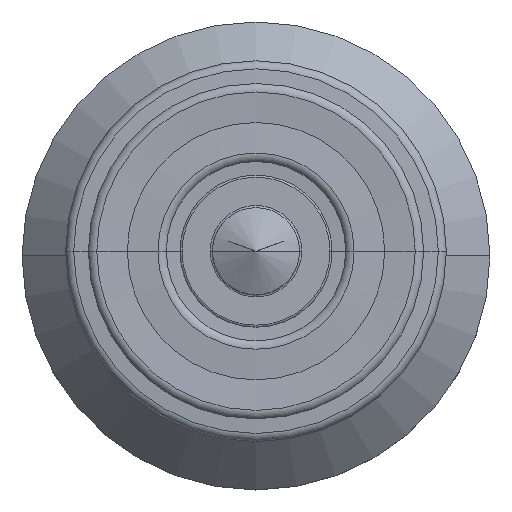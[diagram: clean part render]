
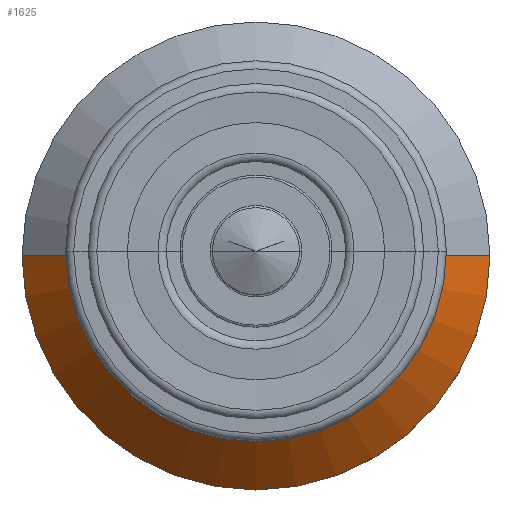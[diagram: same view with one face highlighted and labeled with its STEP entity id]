
A CAD part, top view. The second image highlights one B-rep face of the part: STEP entity #1625.
In plain terms, the highlighted conical face has half-angle 45 degrees and reference radius 16.75 mm.
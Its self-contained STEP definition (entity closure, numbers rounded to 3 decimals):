
#13 = DIRECTION ( 'NONE',  ( 0.707, 0., -0.707 ) ) ;
#28 = DIRECTION ( 'NONE',  ( 1., 0., 0. ) ) ;
#71 = CIRCLE ( 'NONE', #1442, 16.75 ) ;
#114 = DIRECTION ( 'NONE',  ( 0., 0., 1. ) ) ;
#122 = CARTESIAN_POINT ( 'NONE',  ( 0., 0., 8. ) ) ;
#129 = CARTESIAN_POINT ( 'NONE',  ( -16.75, 0., 12.75 ) ) ;
#165 = FACE_OUTER_BOUND ( 'NONE', #1120, .T. ) ;
#198 = VERTEX_POINT ( 'NONE', #1010 ) ;
#244 = CARTESIAN_POINT ( 'NONE',  ( -16.75, 0., 12.75 ) ) ;
#267 = EDGE_CURVE ( 'NONE', #198, #1577, #510, .T. ) ;
#278 = CIRCLE ( 'NONE', #1824, 21.5 ) ;
#286 = CARTESIAN_POINT ( 'NONE',  ( 16.75, 0., 12.75 ) ) ;
#296 = ORIENTED_EDGE ( 'NONE', *, *, #1463, .T. ) ;
#402 = DIRECTION ( 'NONE',  ( 1., 0., 0. ) ) ;
#455 = VECTOR ( 'NONE', #13, 1000. ) ;
#510 = LINE ( 'NONE', #286, #455 ) ;
#526 = AXIS2_PLACEMENT_3D ( 'NONE', #1434, #1305, #1923 ) ;
#536 = ORIENTED_EDGE ( 'NONE', *, *, #1076, .F. ) ;
#581 = ORIENTED_EDGE ( 'NONE', *, *, #736, .T. ) ;
#609 = VERTEX_POINT ( 'NONE', #1930 ) ;
#736 = EDGE_CURVE ( 'NONE', #1954, #609, #2052, .T. ) ;
#797 = VECTOR ( 'NONE', #1993, 1000. ) ;
#930 = CONICAL_SURFACE ( 'NONE', #526, 16.75, 0.785 ) ;
#1010 = CARTESIAN_POINT ( 'NONE',  ( 16.75, 0., 12.75 ) ) ;
#1076 = EDGE_CURVE ( 'NONE', #1954, #198, #71, .T. ) ;
#1120 = EDGE_LOOP ( 'NONE', ( #1853, #536, #581, #296 ) ) ;
#1305 = DIRECTION ( 'NONE',  ( 0., 0., -1. ) ) ;
#1434 = CARTESIAN_POINT ( 'NONE',  ( 0., 0., 12.75 ) ) ;
#1442 = AXIS2_PLACEMENT_3D ( 'NONE', #1522, #1666, #402 ) ;
#1463 = EDGE_CURVE ( 'NONE', #609, #1577, #278, .T. ) ;
#1522 = CARTESIAN_POINT ( 'NONE',  ( 0., 0., 12.75 ) ) ;
#1577 = VERTEX_POINT ( 'NONE', #2060 ) ;
#1625 = ADVANCED_FACE ( 'NONE', ( #165 ), #930, .T. ) ;
#1666 = DIRECTION ( 'NONE',  ( 0., 0., 1. ) ) ;
#1824 = AXIS2_PLACEMENT_3D ( 'NONE', #122, #114, #28 ) ;
#1853 = ORIENTED_EDGE ( 'NONE', *, *, #267, .F. ) ;
#1923 = DIRECTION ( 'NONE',  ( -1., 0., 0. ) ) ;
#1930 = CARTESIAN_POINT ( 'NONE',  ( -21.5, 0., 8. ) ) ;
#1954 = VERTEX_POINT ( 'NONE', #129 ) ;
#1993 = DIRECTION ( 'NONE',  ( -0.707, 0., -0.707 ) ) ;
#2052 = LINE ( 'NONE', #244, #797 ) ;
#2060 = CARTESIAN_POINT ( 'NONE',  ( 21.5, 0., 8. ) ) ;
